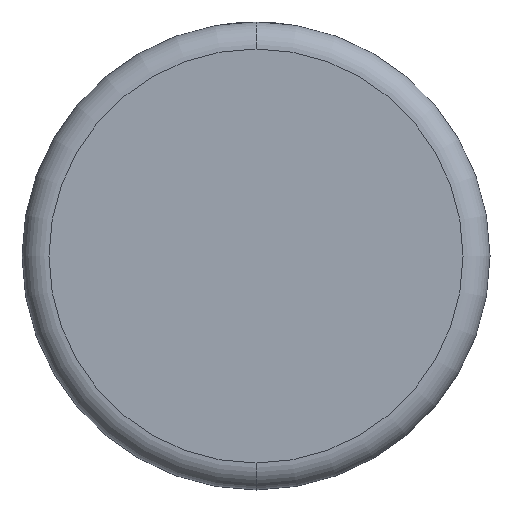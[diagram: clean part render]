
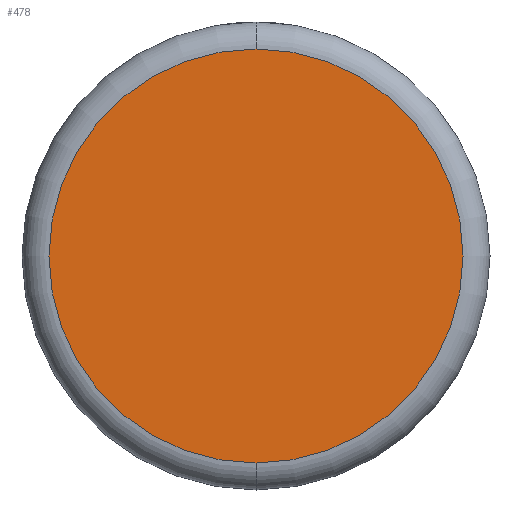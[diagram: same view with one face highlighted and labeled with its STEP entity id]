
A CAD part, front view. The second image highlights one B-rep face of the part: STEP entity #478.
In plain terms, the highlighted planar face has unit normal (0, -1, 0).
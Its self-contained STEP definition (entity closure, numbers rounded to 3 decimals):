
#33 = PLANE ( 'NONE',  #1620 ) ;
#189 = DIRECTION ( 'NONE',  ( 0., -1., 0. ) ) ;
#343 = FACE_OUTER_BOUND ( 'NONE', #3922, .T. ) ;
#478 = ADVANCED_FACE ( 'NONE', ( #343 ), #33, .F. ) ;
#694 = CARTESIAN_POINT ( 'NONE',  ( 0., 0., 0. ) ) ;
#725 = EDGE_CURVE ( 'NONE', #2096, #3188, #1628, .T. ) ;
#927 = DIRECTION ( 'NONE',  ( 0., 0., 1. ) ) ;
#1355 = DIRECTION ( 'NONE',  ( 0., 1., 0. ) ) ;
#1364 = CIRCLE ( 'NONE', #1675, 18.138 ) ;
#1444 = DIRECTION ( 'NONE',  ( 0., -1., 0. ) ) ;
#1620 = AXIS2_PLACEMENT_3D ( 'NONE', #694, #1355, #2275 ) ;
#1628 = CIRCLE ( 'NONE', #2779, 18.138 ) ;
#1675 = AXIS2_PLACEMENT_3D ( 'NONE', #2372, #1444, #2404 ) ;
#2096 = VERTEX_POINT ( 'NONE', #3297 ) ;
#2110 = CARTESIAN_POINT ( 'NONE',  ( 0., 0., 0. ) ) ;
#2146 = EDGE_CURVE ( 'NONE', #3188, #2096, #1364, .T. ) ;
#2275 = DIRECTION ( 'NONE',  ( 0., 0., 1. ) ) ;
#2372 = CARTESIAN_POINT ( 'NONE',  ( 0., 0., 0. ) ) ;
#2404 = DIRECTION ( 'NONE',  ( 0., 0., 1. ) ) ;
#2671 = ORIENTED_EDGE ( 'NONE', *, *, #2146, .T. ) ;
#2779 = AXIS2_PLACEMENT_3D ( 'NONE', #2110, #189, #927 ) ;
#3188 = VERTEX_POINT ( 'NONE', #4050 ) ;
#3297 = CARTESIAN_POINT ( 'NONE',  ( 0., 0., 18.138 ) ) ;
#3882 = ORIENTED_EDGE ( 'NONE', *, *, #725, .T. ) ;
#3922 = EDGE_LOOP ( 'NONE', ( #3882, #2671 ) ) ;
#4050 = CARTESIAN_POINT ( 'NONE',  ( 0., 0., -18.138 ) ) ;
